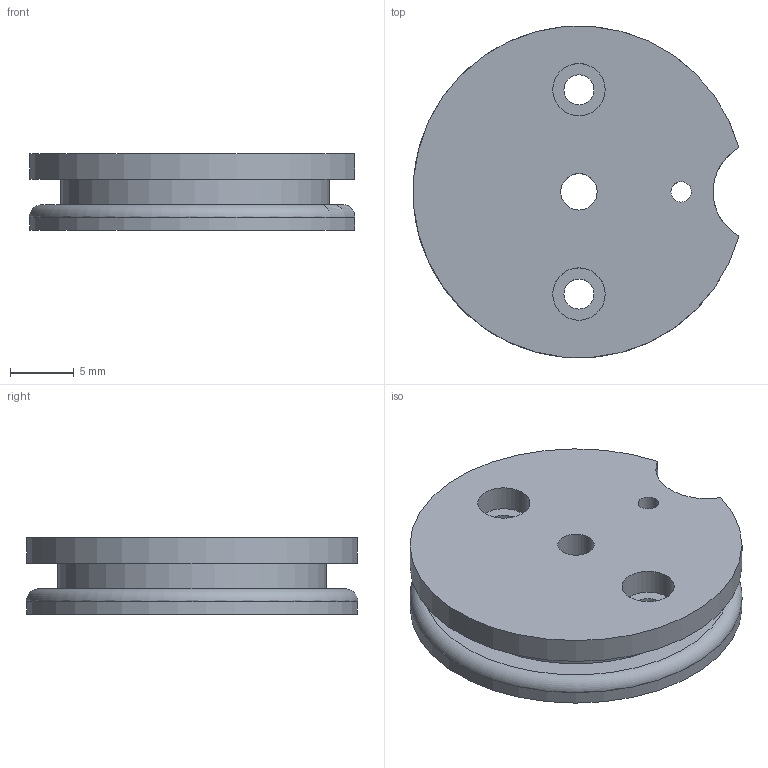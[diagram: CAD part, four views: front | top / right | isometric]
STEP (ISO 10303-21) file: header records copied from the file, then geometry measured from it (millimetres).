
FILE_DESCRIPTION(/* description */ (''),/* implementation_level */ '2;1');
FILE_NAME(/* name */ 'ea64f99d-0163-4e91-9b2e-ac5e89e5ba7c.stp',/* time_stamp */ '2017-09-04T07:48:45+00:00',/* author */ (''),/* organization */ (''),/* preprocessor_version */ 'ST-DEVELOPER v16.13',/* originating_system */ 'Autodesk Translation Framework v6.1.1.50',/* authorisation */ '');
FILE_SCHEMA (('AUTOMOTIVE_DESIGN { 1 0 10303 214 3 1 1 }'));
Length unit declared in the file: millimetre
Products named in the file (1): gear_wheel v4
Bounding box: 25.52 x 25.97 x 6 mm (x, y, z)
Volume: 2476.1 mm3; surface area: 2023.1 mm2
Topology: 1 solids, 1 shells, 20 faces, 49 edges, 34 vertices
Faces by surface type: cylinder 12, plane 7, torus 1
Full cylindrical faces by diameter (mm): 1.6 x1, 2.35 x2, 2.85 x1, 4.1 x2, 8.35 x1, 21 x1
Entity records: 665 total; most frequent: CARTESIAN_POINT 170, DIRECTION 102, ORIENTED_EDGE 78, AXIS2_PLACEMENT_3D 48, EDGE_LOOP 39, EDGE_CURVE 39, VERTEX_POINT 32, CIRCLE 27
